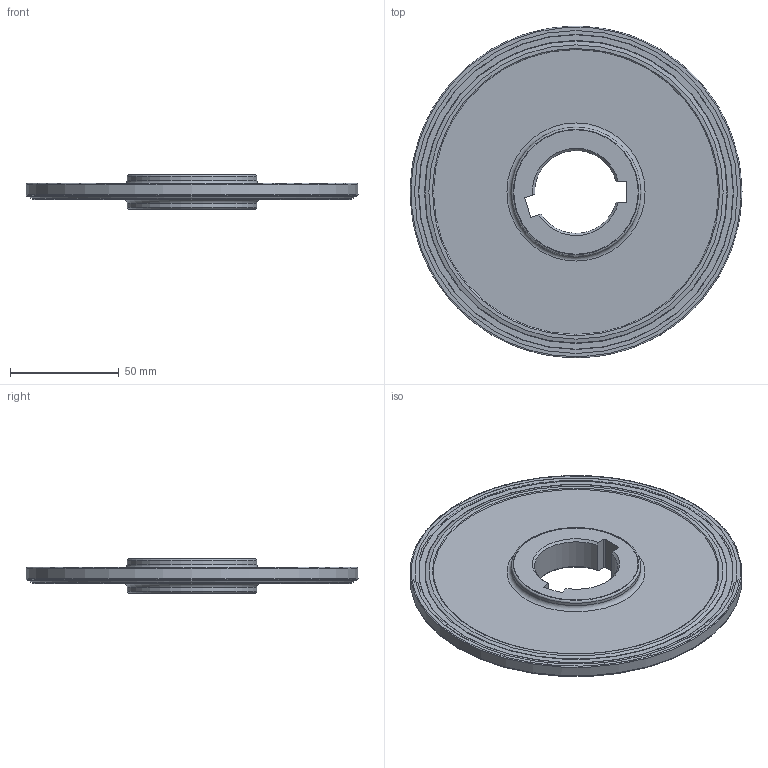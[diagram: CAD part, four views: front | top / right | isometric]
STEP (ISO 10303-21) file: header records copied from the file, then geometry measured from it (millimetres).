
FILE_DESCRIPTION(/* description */ (''),/* implementation_level */ '2;1');
FILE_NAME(/* name */ '335.18-06.00-0506L.stp',/* time_stamp */ '2020-07-14T10:03:22+06:00',/* author */ (''),/* organization */ (''),/* preprocessor_version */ 'ST-DEVELOPER v16.7',/* originating_system */ 'SIEMENS PLM Software NX 12.0',/* authorisation */ '');
FILE_SCHEMA (('AUTOMOTIVE_DESIGN { 1 0 10303 214 3 1 1 1 }'));
Length unit declared in the file: millimetre
Products named in the file (1): inpu47D08FA2fwzu
Bounding box: 152.6 x 152.6 x 15.88 mm (x, y, z)
Volume: 154138.9 mm3; surface area: 53328.2 mm2
Topology: 2 solids, 2 shells, 61 faces, 137 edges, 80 vertices
Faces by surface type: cone 18, revolution 16, plane 10, cylinder 9, torus 8
Full cylindrical faces by diameter (mm): 59.483 x2, 149.07 x1
Entity records: 1641 total; most frequent: CARTESIAN_POINT 362, DIRECTION 270, ORIENTED_EDGE 184, AXIS2_PLACEMENT_3D 115, EDGE_LOOP 106, EDGE_CURVE 92, FACE_BOUND 90, VERTEX_POINT 76
